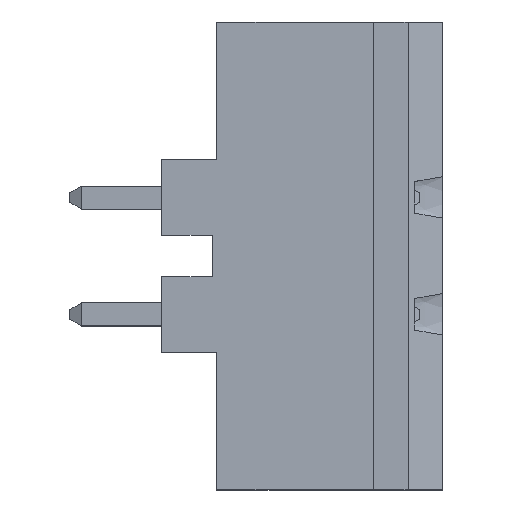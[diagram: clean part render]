
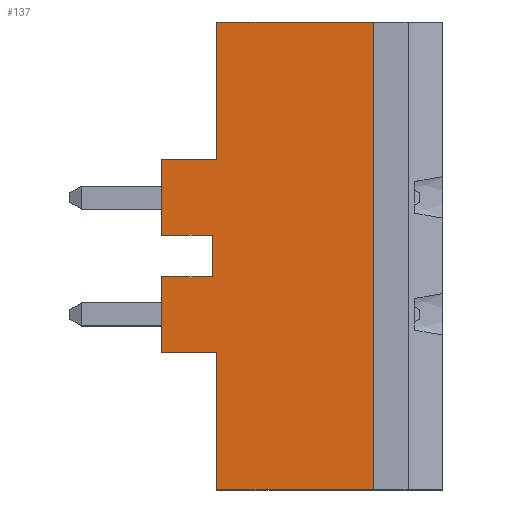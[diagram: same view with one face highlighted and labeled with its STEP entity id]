
A CAD part, top view. The second image highlights one B-rep face of the part: STEP entity #137.
In plain terms, the highlighted planar face has unit normal (0, 0, 1).
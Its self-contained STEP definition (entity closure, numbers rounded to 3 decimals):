
#137 = ADVANCED_FACE( '', ( #371 ), #372, .T. );
#371 = FACE_OUTER_BOUND( '', #719, .T. );
#372 = PLANE( '', #720 );
#719 = EDGE_LOOP( '', ( #1076, #1077, #1078, #1079, #1080, #1081, #1082, #1083, #1084, #1085, #1086, #1087 ) );
#720 = AXIS2_PLACEMENT_3D( '', #1088, #1089, #1090 );
#1076 = ORIENTED_EDGE( '', *, *, #2013, .F. );
#1077 = ORIENTED_EDGE( '', *, *, #2014, .T. );
#1078 = ORIENTED_EDGE( '', *, *, #2015, .T. );
#1079 = ORIENTED_EDGE( '', *, *, #2016, .T. );
#1080 = ORIENTED_EDGE( '', *, *, #2017, .T. );
#1081 = ORIENTED_EDGE( '', *, *, #2018, .F. );
#1082 = ORIENTED_EDGE( '', *, *, #2019, .T. );
#1083 = ORIENTED_EDGE( '', *, *, #2020, .T. );
#1084 = ORIENTED_EDGE( '', *, *, #2021, .T. );
#1085 = ORIENTED_EDGE( '', *, *, #2022, .F. );
#1086 = ORIENTED_EDGE( '', *, *, #2023, .T. );
#1087 = ORIENTED_EDGE( '', *, *, #2024, .F. );
#1088 = CARTESIAN_POINT( '', ( -6.8, -16.24, -30. ) );
#1089 = DIRECTION( '', ( 0., 0., 1. ) );
#1090 = DIRECTION( '', ( -1., 0., 0. ) );
#2013 = EDGE_CURVE( '', #2391, #2392, #2393, .T. );
#2014 = EDGE_CURVE( '', #2391, #2394, #2395, .T. );
#2015 = EDGE_CURVE( '', #2394, #2396, #2397, .T. );
#2016 = EDGE_CURVE( '', #2396, #2398, #2399, .T. );
#2017 = EDGE_CURVE( '', #2398, #2400, #2401, .T. );
#2018 = EDGE_CURVE( '', #2402, #2400, #2403, .T. );
#2019 = EDGE_CURVE( '', #2402, #2404, #2405, .T. );
#2020 = EDGE_CURVE( '', #2404, #2406, #2407, .T. );
#2021 = EDGE_CURVE( '', #2406, #2408, #2409, .T. );
#2022 = EDGE_CURVE( '', #2410, #2408, #2411, .T. );
#2023 = EDGE_CURVE( '', #2410, #2412, #2413, .T. );
#2024 = EDGE_CURVE( '', #2392, #2412, #2414, .T. );
#2391 = VERTEX_POINT( '', #2939 );
#2392 = VERTEX_POINT( '', #2940 );
#2393 = LINE( '', #2941, #2942 );
#2394 = VERTEX_POINT( '', #2943 );
#2395 = LINE( '', #2944, #2945 );
#2396 = VERTEX_POINT( '', #2946 );
#2397 = LINE( '', #2947, #2948 );
#2398 = VERTEX_POINT( '', #2949 );
#2399 = LINE( '', #2950, #2951 );
#2400 = VERTEX_POINT( '', #2952 );
#2401 = LINE( '', #2953, #2954 );
#2402 = VERTEX_POINT( '', #2955 );
#2403 = LINE( '', #2956, #2957 );
#2404 = VERTEX_POINT( '', #2958 );
#2405 = LINE( '', #2959, #2960 );
#2406 = VERTEX_POINT( '', #2961 );
#2407 = LINE( '', #2962, #2963 );
#2408 = VERTEX_POINT( '', #2964 );
#2409 = LINE( '', #2965, #2966 );
#2410 = VERTEX_POINT( '', #2967 );
#2411 = LINE( '', #2968, #2969 );
#2412 = VERTEX_POINT( '', #2970 );
#2413 = LINE( '', #2971, #2972 );
#2414 = LINE( '', #2973, #2974 );
#2939 = CARTESIAN_POINT( '', ( 0., -1., -30. ) );
#2940 = CARTESIAN_POINT( '', ( 0., -21.32, -30. ) );
#2941 = CARTESIAN_POINT( '', ( 0., -16.24, -30. ) );
#2942 = VECTOR( '', #3696, 1000. );
#2943 = CARTESIAN_POINT( '', ( -6.8, -1., -30. ) );
#2944 = CARTESIAN_POINT( '', ( -6.8, -1., -30. ) );
#2945 = VECTOR( '', #3697, 1000. );
#2946 = CARTESIAN_POINT( '', ( -6.8, -6.98, -30. ) );
#2947 = CARTESIAN_POINT( '', ( -6.8, -6.08, -30. ) );
#2948 = VECTOR( '', #3698, 1000. );
#2949 = CARTESIAN_POINT( '', ( -9.2, -6.98, -30. ) );
#2950 = CARTESIAN_POINT( '', ( -9.2, -6.98, -30. ) );
#2951 = VECTOR( '', #3699, 1000. );
#2952 = CARTESIAN_POINT( '', ( -9.2, -10.26, -30. ) );
#2953 = CARTESIAN_POINT( '', ( -9.2, -6.08, -30. ) );
#2954 = VECTOR( '', #3700, 1000. );
#2955 = CARTESIAN_POINT( '', ( -7., -10.26, -30. ) );
#2956 = CARTESIAN_POINT( '', ( -9.2, -10.26, -30. ) );
#2957 = VECTOR( '', #3701, 1000. );
#2958 = CARTESIAN_POINT( '', ( -7., -12.06, -30. ) );
#2959 = CARTESIAN_POINT( '', ( -7., -11.16, -30. ) );
#2960 = VECTOR( '', #3702, 1000. );
#2961 = CARTESIAN_POINT( '', ( -9.2, -12.06, -30. ) );
#2962 = CARTESIAN_POINT( '', ( -9.2, -12.06, -30. ) );
#2963 = VECTOR( '', #3703, 1000. );
#2964 = CARTESIAN_POINT( '', ( -9.2, -15.34, -30. ) );
#2965 = CARTESIAN_POINT( '', ( -9.2, -11.16, -30. ) );
#2966 = VECTOR( '', #3704, 1000. );
#2967 = CARTESIAN_POINT( '', ( -6.8, -15.34, -30. ) );
#2968 = CARTESIAN_POINT( '', ( -9.2, -15.34, -30. ) );
#2969 = VECTOR( '', #3705, 1000. );
#2970 = CARTESIAN_POINT( '', ( -6.8, -21.32, -30. ) );
#2971 = CARTESIAN_POINT( '', ( -6.8, -16.24, -30. ) );
#2972 = VECTOR( '', #3706, 1000. );
#2973 = CARTESIAN_POINT( '', ( -6.8, -21.32, -30. ) );
#2974 = VECTOR( '', #3707, 1000. );
#3696 = DIRECTION( '', ( 0., -1., 0. ) );
#3697 = DIRECTION( '', ( -1., 0., 0. ) );
#3698 = DIRECTION( '', ( 0., -1., 0. ) );
#3699 = DIRECTION( '', ( -1., 0., 0. ) );
#3700 = DIRECTION( '', ( 0., -1., 0. ) );
#3701 = DIRECTION( '', ( -1., 0., 0. ) );
#3702 = DIRECTION( '', ( 0., -1., 0. ) );
#3703 = DIRECTION( '', ( -1., 0., 0. ) );
#3704 = DIRECTION( '', ( 0., -1., 0. ) );
#3705 = DIRECTION( '', ( -1., 0., 0. ) );
#3706 = DIRECTION( '', ( 0., -1., 0. ) );
#3707 = DIRECTION( '', ( -1., 0., 0. ) );
